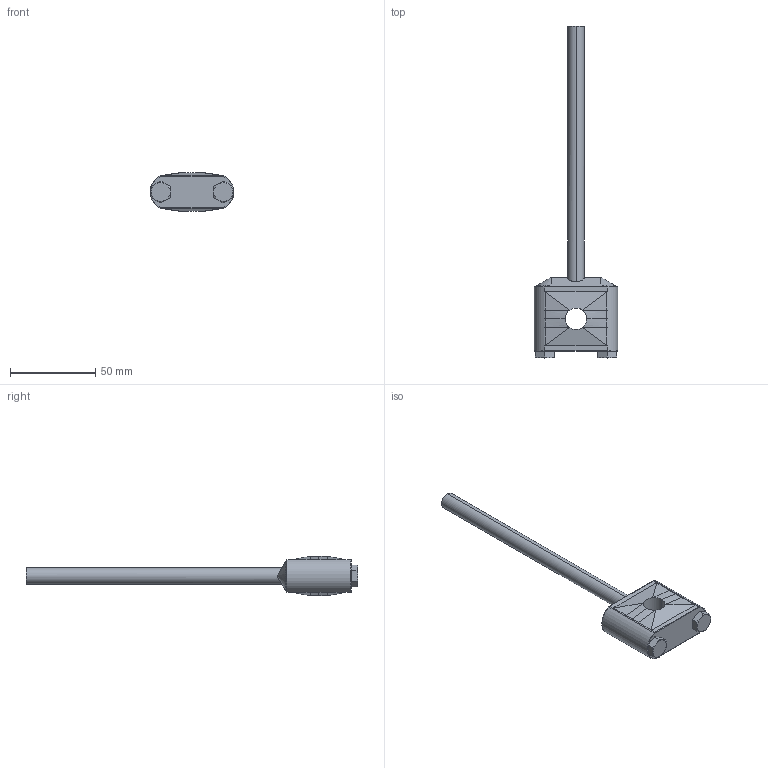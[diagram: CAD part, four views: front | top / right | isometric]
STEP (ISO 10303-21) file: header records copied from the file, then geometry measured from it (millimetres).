
FILE_DESCRIPTION (( 'STEP AP214' ), '1' );
FILE_NAME ('CSDBM6R0.50T304ZP.STEP', '2023-05-28T06:30:15', ( '' ), ( '' ), 'SwSTEP 2.0', 'SolidWorks 2018', '' );
FILE_SCHEMA (( 'AUTOMOTIVE_DESIGN' ));
Length unit declared in the file: inch
Products named in the file (1): CSDBM6R0.50T304ZP
Bounding box: 48.95 x 194.22 x 22.86 mm (x, y, z)
Volume: 45323.5 mm3; surface area: 11831.4 mm2
Topology: 1 solids, 1 shells, 126 faces, 308 edges, 182 vertices
Faces by surface type: plane 40, bspline 32, cylinder 22, cone 16, torus 14, sphere 2
Entity records: 4984 total; most frequent: CARTESIAN_POINT 2345, ORIENTED_EDGE 616, DIRECTION 446, EDGE_CURVE 308, VERTEX_POINT 182, AXIS2_PLACEMENT_3D 171, ADVANCED_FACE 126, EDGE_LOOP 126
